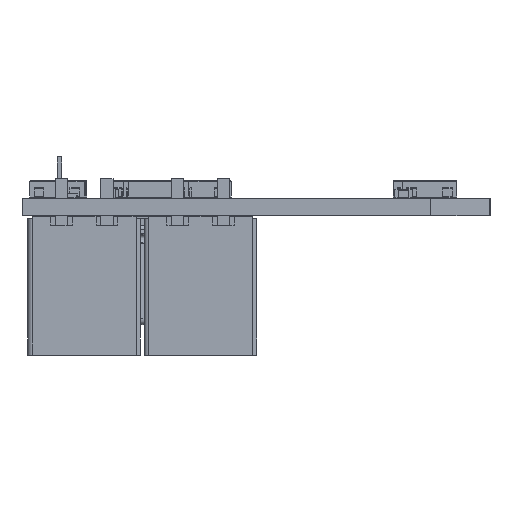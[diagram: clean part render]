
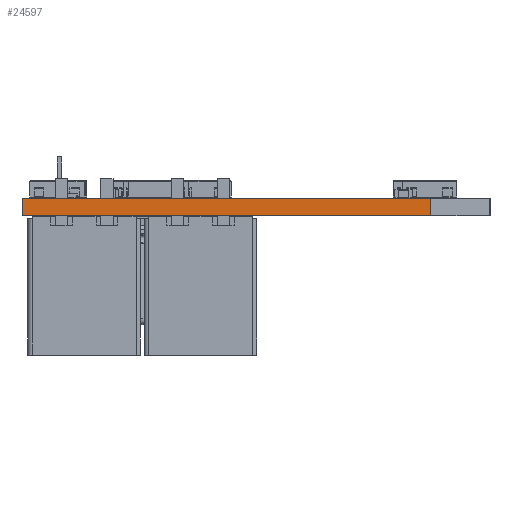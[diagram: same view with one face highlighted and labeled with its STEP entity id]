
A CAD part, left-side view. The second image highlights one B-rep face of the part: STEP entity #24597.
In plain terms, the highlighted planar face has unit normal (-1, 0, 0).
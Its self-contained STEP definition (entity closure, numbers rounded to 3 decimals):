
#23110 = PLANE('',#23111);
#23111 = AXIS2_PLACEMENT_3D('',#23112,#23113,#23114);
#23112 = CARTESIAN_POINT('',(77.6,-38.3,0.));
#23113 = DIRECTION('',(0.002,1.,-0.));
#23114 = DIRECTION('',(1.,-0.002,0.));
#23138 = PLANE('',#23139);
#23139 = AXIS2_PLACEMENT_3D('',#23140,#23141,#23142);
#23140 = CARTESIAN_POINT('',(116.407,-60.208,1.6));
#23141 = DIRECTION('',(-0.,-0.,-1.));
#23142 = DIRECTION('',(-1.,0.,0.));
#23192 = PLANE('',#23193);
#23193 = AXIS2_PLACEMENT_3D('',#23194,#23195,#23196);
#23194 = CARTESIAN_POINT('',(116.407,-60.208,0.));
#23195 = DIRECTION('',(-0.,-0.,-1.));
#23196 = DIRECTION('',(-1.,0.,0.));
#23207 = EDGE_CURVE('',#23208,#23210,#23212,.T.);
#23208 = VERTEX_POINT('',#23209);
#23209 = CARTESIAN_POINT('',(77.6,-38.3,0.));
#23210 = VERTEX_POINT('',#23211);
#23211 = CARTESIAN_POINT('',(77.6,-38.3,1.6));
#23212 = SURFACE_CURVE('',#23213,(#23217,#23224),.PCURVE_S1.);
#23213 = LINE('',#23214,#23215);
#23214 = CARTESIAN_POINT('',(77.6,-38.3,0.));
#23215 = VECTOR('',#23216,1.);
#23216 = DIRECTION('',(0.,0.,1.));
#23217 = PCURVE('',#23110,#23218);
#23218 = DEFINITIONAL_REPRESENTATION('',(#23219),#23223);
#23219 = LINE('',#23220,#23221);
#23220 = CARTESIAN_POINT('',(0.,0.));
#23221 = VECTOR('',#23222,1.);
#23222 = DIRECTION('',(0.,-1.));
#23223 = ( GEOMETRIC_REPRESENTATION_CONTEXT(2) 
PARAMETRIC_REPRESENTATION_CONTEXT() REPRESENTATION_CONTEXT('2D SPACE',''
  ) );
#23224 = PCURVE('',#23225,#23230);
#23225 = PLANE('',#23226);
#23226 = AXIS2_PLACEMENT_3D('',#23227,#23228,#23229);
#23227 = CARTESIAN_POINT('',(77.6,-76.05,0.));
#23228 = DIRECTION('',(-1.,0.,0.));
#23229 = DIRECTION('',(0.,1.,0.));
#23230 = DEFINITIONAL_REPRESENTATION('',(#23231),#23235);
#23231 = LINE('',#23232,#23233);
#23232 = CARTESIAN_POINT('',(37.75,0.));
#23233 = VECTOR('',#23234,1.);
#23234 = DIRECTION('',(0.,-1.));
#23235 = ( GEOMETRIC_REPRESENTATION_CONTEXT(2) 
PARAMETRIC_REPRESENTATION_CONTEXT() REPRESENTATION_CONTEXT('2D SPACE',''
  ) );
#23413 = VERTEX_POINT('',#23414);
#23414 = CARTESIAN_POINT('',(77.6,-76.05,0.));
#23428 = PLANE('',#23429);
#23429 = AXIS2_PLACEMENT_3D('',#23430,#23431,#23432);
#23430 = CARTESIAN_POINT('',(83.058,-81.483,0.));
#23431 = DIRECTION('',(-0.705,-0.709,0.));
#23432 = DIRECTION('',(-0.709,0.705,0.));
#23440 = EDGE_CURVE('',#23413,#23208,#23441,.T.);
#23441 = SURFACE_CURVE('',#23442,(#23446,#23453),.PCURVE_S1.);
#23442 = LINE('',#23443,#23444);
#23443 = CARTESIAN_POINT('',(77.6,-76.05,0.));
#23444 = VECTOR('',#23445,1.);
#23445 = DIRECTION('',(0.,1.,0.));
#23446 = PCURVE('',#23192,#23447);
#23447 = DEFINITIONAL_REPRESENTATION('',(#23448),#23452);
#23448 = LINE('',#23449,#23450);
#23449 = CARTESIAN_POINT('',(38.807,-15.842));
#23450 = VECTOR('',#23451,1.);
#23451 = DIRECTION('',(0.,1.));
#23452 = ( GEOMETRIC_REPRESENTATION_CONTEXT(2) 
PARAMETRIC_REPRESENTATION_CONTEXT() REPRESENTATION_CONTEXT('2D SPACE',''
  ) );
#23453 = PCURVE('',#23225,#23454);
#23454 = DEFINITIONAL_REPRESENTATION('',(#23455),#23459);
#23455 = LINE('',#23456,#23457);
#23456 = CARTESIAN_POINT('',(0.,0.));
#23457 = VECTOR('',#23458,1.);
#23458 = DIRECTION('',(1.,0.));
#23459 = ( GEOMETRIC_REPRESENTATION_CONTEXT(2) 
PARAMETRIC_REPRESENTATION_CONTEXT() REPRESENTATION_CONTEXT('2D SPACE',''
  ) );
#24074 = VERTEX_POINT('',#24075);
#24075 = CARTESIAN_POINT('',(77.6,-76.05,1.6));
#24096 = EDGE_CURVE('',#24074,#23210,#24097,.T.);
#24097 = SURFACE_CURVE('',#24098,(#24102,#24109),.PCURVE_S1.);
#24098 = LINE('',#24099,#24100);
#24099 = CARTESIAN_POINT('',(77.6,-76.05,1.6));
#24100 = VECTOR('',#24101,1.);
#24101 = DIRECTION('',(0.,1.,0.));
#24102 = PCURVE('',#23138,#24103);
#24103 = DEFINITIONAL_REPRESENTATION('',(#24104),#24108);
#24104 = LINE('',#24105,#24106);
#24105 = CARTESIAN_POINT('',(38.807,-15.842));
#24106 = VECTOR('',#24107,1.);
#24107 = DIRECTION('',(0.,1.));
#24108 = ( GEOMETRIC_REPRESENTATION_CONTEXT(2) 
PARAMETRIC_REPRESENTATION_CONTEXT() REPRESENTATION_CONTEXT('2D SPACE',''
  ) );
#24109 = PCURVE('',#23225,#24110);
#24110 = DEFINITIONAL_REPRESENTATION('',(#24111),#24115);
#24111 = LINE('',#24112,#24113);
#24112 = CARTESIAN_POINT('',(0.,-1.6));
#24113 = VECTOR('',#24114,1.);
#24114 = DIRECTION('',(1.,0.));
#24115 = ( GEOMETRIC_REPRESENTATION_CONTEXT(2) 
PARAMETRIC_REPRESENTATION_CONTEXT() REPRESENTATION_CONTEXT('2D SPACE',''
  ) );
#24597 = ADVANCED_FACE('',(#24598),#23225,.T.);
#24598 = FACE_BOUND('',#24599,.T.);
#24599 = EDGE_LOOP('',(#24600,#24621,#24622,#24623));
#24600 = ORIENTED_EDGE('',*,*,#24601,.T.);
#24601 = EDGE_CURVE('',#23413,#24074,#24602,.T.);
#24602 = SURFACE_CURVE('',#24603,(#24607,#24614),.PCURVE_S1.);
#24603 = LINE('',#24604,#24605);
#24604 = CARTESIAN_POINT('',(77.6,-76.05,0.));
#24605 = VECTOR('',#24606,1.);
#24606 = DIRECTION('',(0.,0.,1.));
#24607 = PCURVE('',#23225,#24608);
#24608 = DEFINITIONAL_REPRESENTATION('',(#24609),#24613);
#24609 = LINE('',#24610,#24611);
#24610 = CARTESIAN_POINT('',(0.,0.));
#24611 = VECTOR('',#24612,1.);
#24612 = DIRECTION('',(0.,-1.));
#24613 = ( GEOMETRIC_REPRESENTATION_CONTEXT(2) 
PARAMETRIC_REPRESENTATION_CONTEXT() REPRESENTATION_CONTEXT('2D SPACE',''
  ) );
#24614 = PCURVE('',#23428,#24615);
#24615 = DEFINITIONAL_REPRESENTATION('',(#24616),#24620);
#24616 = LINE('',#24617,#24618);
#24617 = CARTESIAN_POINT('',(7.701,0.));
#24618 = VECTOR('',#24619,1.);
#24619 = DIRECTION('',(0.,-1.));
#24620 = ( GEOMETRIC_REPRESENTATION_CONTEXT(2) 
PARAMETRIC_REPRESENTATION_CONTEXT() REPRESENTATION_CONTEXT('2D SPACE',''
  ) );
#24621 = ORIENTED_EDGE('',*,*,#24096,.T.);
#24622 = ORIENTED_EDGE('',*,*,#23207,.F.);
#24623 = ORIENTED_EDGE('',*,*,#23440,.F.);
